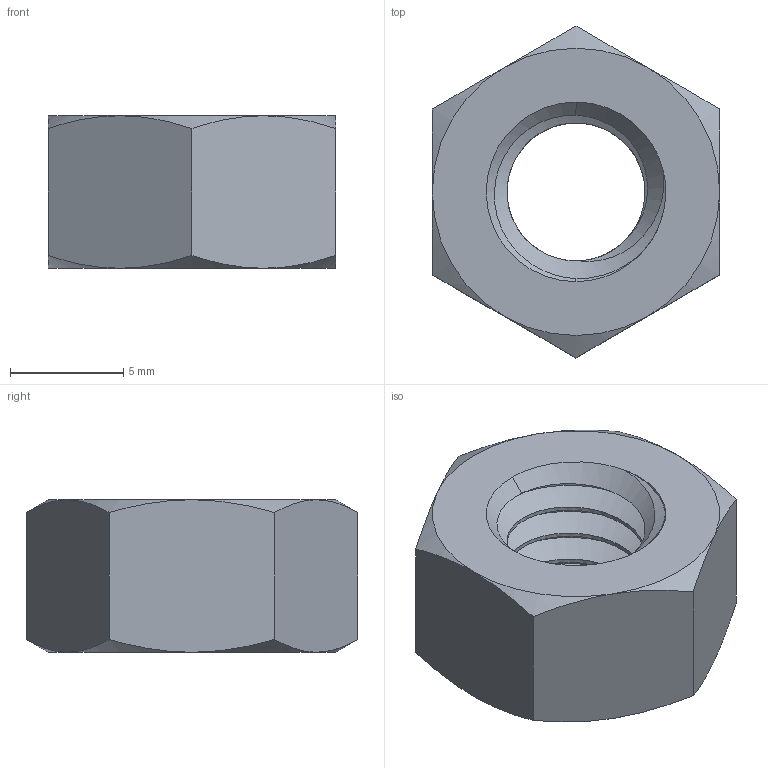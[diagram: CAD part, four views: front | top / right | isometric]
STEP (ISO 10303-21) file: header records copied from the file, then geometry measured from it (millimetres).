
FILE_DESCRIPTION (( 'STEP AP203' ), '1' );
FILE_NAME ('95462A030_Medium-Strength Steel Hex Nut.STEP', '2021-09-08T05:54:08', ( 'Administrator' ), ( 'Managed by Terraform' ), 'SwSTEP 2.0', 'SolidWorks 2017', '' );
FILE_SCHEMA (( 'CONFIG_CONTROL_DESIGN' ));
Length unit declared in the file: inch
Products named in the file (1): 95462A030_Medium-Strength Steel Hex Nut
Bounding box: 12.7 x 14.66 x 6.75 mm (x, y, z)
Volume: 667.7 mm3; surface area: 720.9 mm2
Topology: 1 solids, 1 shells, 40 faces, 98 edges, 60 vertices
Faces by surface type: cone 18, cylinder 11, plane 8, bspline 3
Entity records: 2244 total; most frequent: CARTESIAN_POINT 1357, ORIENTED_EDGE 196, DIRECTION 136, EDGE_CURVE 98, VERTEX_POINT 60, AXIS2_PLACEMENT_3D 58, EDGE_LOOP 42, ADVANCED_FACE 40
